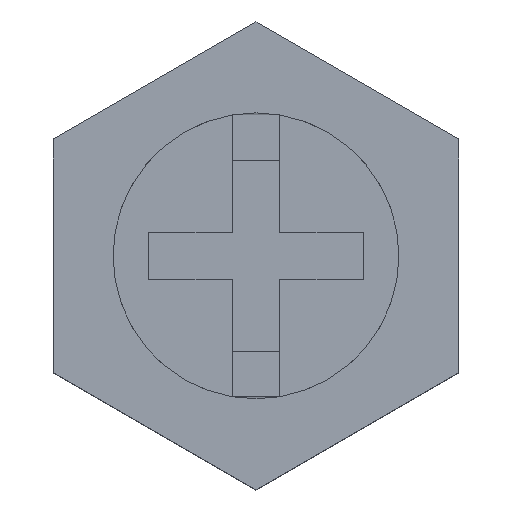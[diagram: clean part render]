
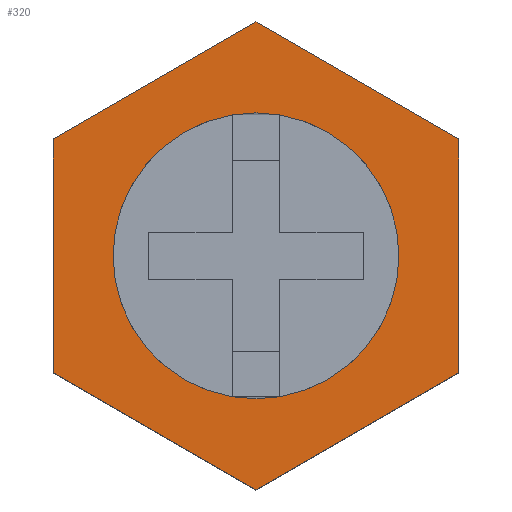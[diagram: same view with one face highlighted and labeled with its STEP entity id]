
A CAD part, top view. The second image highlights one B-rep face of the part: STEP entity #320.
In plain terms, the highlighted planar face has unit normal (0, 0, 1).
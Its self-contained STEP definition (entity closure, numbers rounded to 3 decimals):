
#3 = VECTOR ( 'NONE', #6, 1000. ) ;
#4 = CARTESIAN_POINT ( 'NONE',  ( 0., 9.815, 7. ) ) ;
#5 = LINE ( 'NONE', #4, #3 ) ;
#6 = DIRECTION ( 'NONE',  ( -0.866, -0.5, 0. ) ) ;
#25 = CARTESIAN_POINT ( 'NONE',  ( -8.5, 4.907, 7. ) ) ;
#55 = DIRECTION ( 'NONE',  ( 0., -1., 0. ) ) ;
#56 = VECTOR ( 'NONE', #55, 1000. ) ;
#57 = CARTESIAN_POINT ( 'NONE',  ( -8.5, 4.907, 7. ) ) ;
#58 = LINE ( 'NONE', #57, #56 ) ;
#72 = CARTESIAN_POINT ( 'NONE',  ( -8.5, -4.907, 7. ) ) ;
#112 = VERTEX_POINT ( 'NONE', #709 ) ;
#114 = EDGE_CURVE ( 'NONE', #112, #115, #708, .T. ) ;
#115 = VERTEX_POINT ( 'NONE', #703 ) ;
#232 = VERTEX_POINT ( 'NONE', #834 ) ;
#234 = EDGE_CURVE ( 'NONE', #282, #232, #832, .T. ) ;
#241 = VERTEX_POINT ( 'NONE', #922 ) ;
#243 = VERTEX_POINT ( 'NONE', #914 ) ;
#245 = EDGE_CURVE ( 'NONE', #246, #243, #913, .T. ) ;
#246 = VERTEX_POINT ( 'NONE', #919 ) ;
#254 = VERTEX_POINT ( 'NONE', #25 ) ;
#256 = EDGE_CURVE ( 'NONE', #243, #254, #5, .T. ) ;
#282 = VERTEX_POINT ( 'NONE', #72 ) ;
#284 = EDGE_CURVE ( 'NONE', #254, #282, #58, .T. ) ;
#311 = EDGE_CURVE ( 'NONE', #232, #241, #416, .T. ) ;
#318 = EDGE_CURVE ( 'NONE', #241, #246, #406, .T. ) ;
#320 = ADVANCED_FACE ( 'NONE', ( #402, #401 ), #400, .T. ) ;
#321 = EDGE_LOOP ( 'NONE', ( #322, #324 ) ) ;
#322 = ORIENTED_EDGE ( 'NONE', *, *, #323, .F. ) ;
#323 = EDGE_CURVE ( 'NONE', #115, #112, #395, .T. ) ;
#324 = ORIENTED_EDGE ( 'NONE', *, *, #114, .F. ) ;
#325 = EDGE_LOOP ( 'NONE', ( #326, #327, #328, #329, #330, #331 ) ) ;
#326 = ORIENTED_EDGE ( 'NONE', *, *, #245, .T. ) ;
#327 = ORIENTED_EDGE ( 'NONE', *, *, #256, .T. ) ;
#328 = ORIENTED_EDGE ( 'NONE', *, *, #284, .T. ) ;
#329 = ORIENTED_EDGE ( 'NONE', *, *, #234, .T. ) ;
#330 = ORIENTED_EDGE ( 'NONE', *, *, #311, .T. ) ;
#331 = ORIENTED_EDGE ( 'NONE', *, *, #318, .T. ) ;
#391 = DIRECTION ( 'NONE',  ( 1., 0., 0. ) ) ;
#392 = DIRECTION ( 'NONE',  ( 0., 0., 1. ) ) ;
#393 = CARTESIAN_POINT ( 'NONE',  ( 0., 0., 7. ) ) ;
#394 = AXIS2_PLACEMENT_3D ( 'NONE', #393, #392, #391 ) ;
#395 = CIRCLE ( 'NONE', #394, 6. ) ;
#396 = DIRECTION ( 'NONE',  ( 1., 0., 0. ) ) ;
#397 = DIRECTION ( 'NONE',  ( 0., 0., 1. ) ) ;
#398 = CARTESIAN_POINT ( 'NONE',  ( 0., 9.815, 7. ) ) ;
#399 = AXIS2_PLACEMENT_3D ( 'NONE', #398, #397, #396 ) ;
#400 = PLANE ( 'NONE',  #399 ) ;
#401 = FACE_OUTER_BOUND ( 'NONE', #325, .T. ) ;
#402 = FACE_BOUND ( 'NONE', #321, .T. ) ;
#403 = DIRECTION ( 'NONE',  ( 0., 1., 0. ) ) ;
#404 = VECTOR ( 'NONE', #403, 1000. ) ;
#405 = CARTESIAN_POINT ( 'NONE',  ( 8.5, -4.907, 7. ) ) ;
#406 = LINE ( 'NONE', #405, #404 ) ;
#413 = DIRECTION ( 'NONE',  ( 0.866, 0.5, 0. ) ) ;
#414 = VECTOR ( 'NONE', #413, 1000. ) ;
#415 = CARTESIAN_POINT ( 'NONE',  ( 0., -9.815, 7. ) ) ;
#416 = LINE ( 'NONE', #415, #414 ) ;
#703 = CARTESIAN_POINT ( 'NONE',  ( 6., 0., 7. ) ) ;
#704 = DIRECTION ( 'NONE',  ( 1., 0., 0. ) ) ;
#705 = DIRECTION ( 'NONE',  ( 0., 0., 1. ) ) ;
#706 = CARTESIAN_POINT ( 'NONE',  ( 0., 0., 7. ) ) ;
#707 = AXIS2_PLACEMENT_3D ( 'NONE', #706, #705, #704 ) ;
#708 = CIRCLE ( 'NONE', #707, 6. ) ;
#709 = CARTESIAN_POINT ( 'NONE',  ( -6., 0., 7. ) ) ;
#829 = DIRECTION ( 'NONE',  ( 0.866, -0.5, 0. ) ) ;
#830 = VECTOR ( 'NONE', #829, 1000. ) ;
#831 = CARTESIAN_POINT ( 'NONE',  ( -8.5, -4.907, 7. ) ) ;
#832 = LINE ( 'NONE', #831, #830 ) ;
#834 = CARTESIAN_POINT ( 'NONE',  ( 0., -9.815, 7. ) ) ;
#912 = CARTESIAN_POINT ( 'NONE',  ( 8.5, 4.907, 7. ) ) ;
#913 = LINE ( 'NONE', #912, #921 ) ;
#914 = CARTESIAN_POINT ( 'NONE',  ( 0., 9.815, 7. ) ) ;
#919 = CARTESIAN_POINT ( 'NONE',  ( 8.5, 4.907, 7. ) ) ;
#920 = DIRECTION ( 'NONE',  ( -0.866, 0.5, 0. ) ) ;
#921 = VECTOR ( 'NONE', #920, 1000. ) ;
#922 = CARTESIAN_POINT ( 'NONE',  ( 8.5, -4.907, 7. ) ) ;
